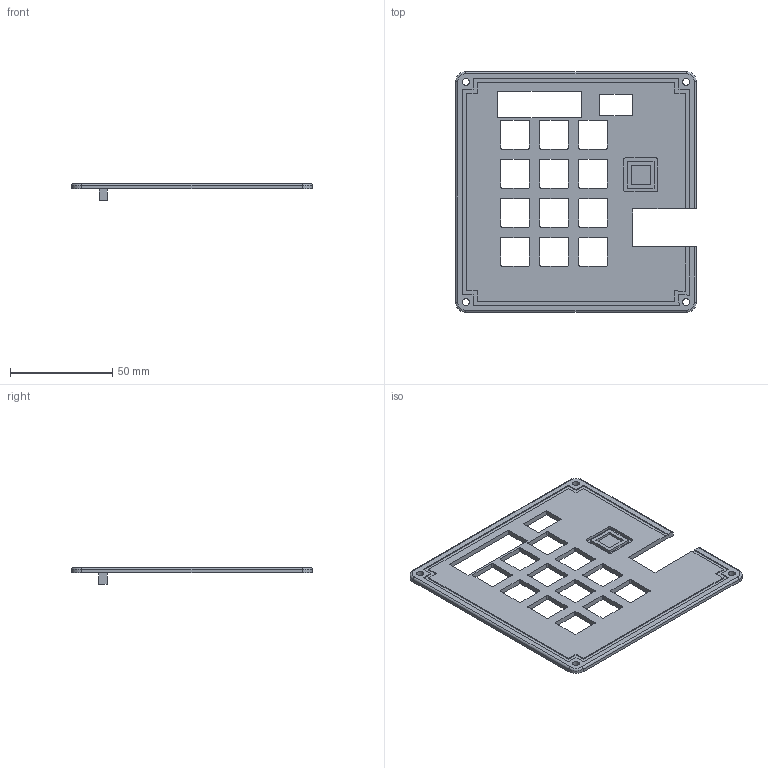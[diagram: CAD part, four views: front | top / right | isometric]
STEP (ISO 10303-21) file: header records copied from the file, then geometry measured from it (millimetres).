
FILE_DESCRIPTION(/* description */ (''),/* implementation_level */ '2;1');
FILE_NAME(/* name */ 'numpad case top.step',/* time_stamp */ '2025-07-31T19:18:38-05:00',/* author */ (''),/* organization */ (''),/* preprocessor_version */ 'ST-DEVELOPER v20.1',/* originating_system */ 'Autodesk Translation Framework v14.10.0.0',/* authorisation */ '');
FILE_SCHEMA (('AUTOMOTIVE_DESIGN { 1 0 10303 214 3 1 1 }'));
Length unit declared in the file: millimetre
Products named in the file (1): 2025-07-19-11-36-51-932
Bounding box: 117.5 x 117.5 x 8 mm (x, y, z)
Volume: 24641.8 mm3; surface area: 24236.1 mm2
Topology: 1 solids, 1 shells, 183 faces, 523 edges, 346 vertices
Faces by surface type: plane 114, cylinder 65, torus 4
Full cylindrical faces by diameter (mm): 3.4 x4
Entity records: 6072 total; most frequent: CARTESIAN_POINT 1053, ORIENTED_EDGE 1046, DIRECTION 1025, EDGE_CURVE 523, LINE 389, VECTOR 389, VERTEX_POINT 346, AXIS2_PLACEMENT_3D 318
